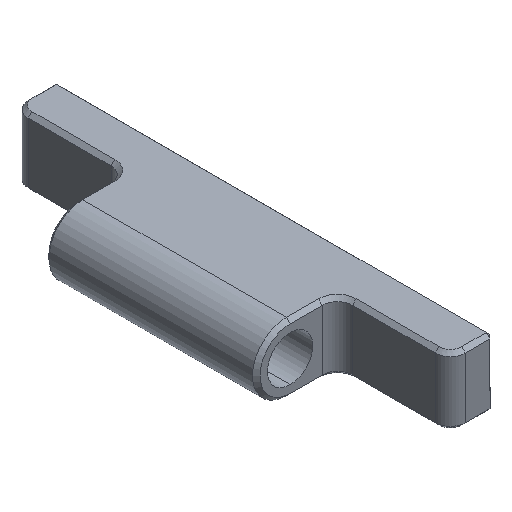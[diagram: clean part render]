
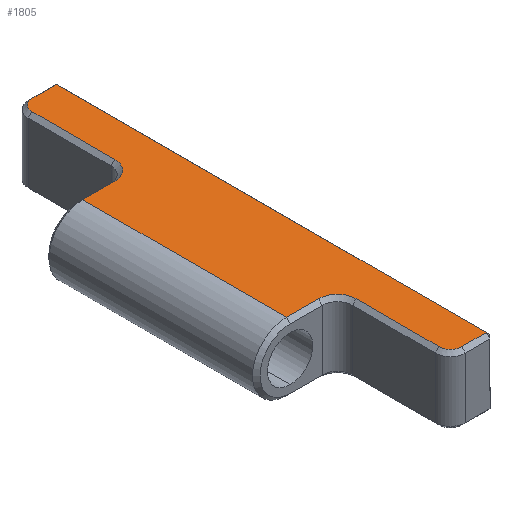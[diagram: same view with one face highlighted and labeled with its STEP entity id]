
A CAD part, isometric view. The second image highlights one B-rep face of the part: STEP entity #1805.
In plain terms, the highlighted planar face has unit normal (0, 0, 1).
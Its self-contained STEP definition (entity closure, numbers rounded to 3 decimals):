
#20 = VECTOR ( 'NONE', #759, 1000. ) ;
#77 = LINE ( 'NONE', #363, #747 ) ;
#96 = DIRECTION ( 'NONE',  ( 1., 0., 0. ) ) ;
#100 = CARTESIAN_POINT ( 'NONE',  ( -6., 13.5, 4.5 ) ) ;
#111 = EDGE_CURVE ( 'NONE', #1334, #941, #425, .T. ) ;
#115 = CIRCLE ( 'NONE', #1563, 1.5 ) ;
#123 = ORIENTED_EDGE ( 'NONE', *, *, #925, .T. ) ;
#174 = ORIENTED_EDGE ( 'NONE', *, *, #469, .T. ) ;
#177 = CARTESIAN_POINT ( 'NONE',  ( -6., 29., 4.5 ) ) ;
#179 = ORIENTED_EDGE ( 'NONE', *, *, #1482, .T. ) ;
#193 = ORIENTED_EDGE ( 'NONE', *, *, #1120, .T. ) ;
#215 = CARTESIAN_POINT ( 'NONE',  ( -1.75, -16., 4.5 ) ) ;
#216 = CARTESIAN_POINT ( 'NONE',  ( 0.75, -16., 4.5 ) ) ;
#263 = AXIS2_PLACEMENT_3D ( 'NONE', #1508, #550, #1122 ) ;
#295 = AXIS2_PLACEMENT_3D ( 'NONE', #1373, #698, #956 ) ;
#304 = ORIENTED_EDGE ( 'NONE', *, *, #1061, .T. ) ;
#306 = ORIENTED_EDGE ( 'NONE', *, *, #756, .T. ) ;
#341 = CARTESIAN_POINT ( 'NONE',  ( 2.25, 28.5, 4.5 ) ) ;
#359 = VERTEX_POINT ( 'NONE', #341 ) ;
#363 = CARTESIAN_POINT ( 'NONE',  ( 0.75, 29., 4.5 ) ) ;
#391 = VERTEX_POINT ( 'NONE', #1347 ) ;
#417 = PLANE ( 'NONE',  #800 ) ;
#425 = LINE ( 'NONE', #1007, #948 ) ;
#469 = EDGE_CURVE ( 'NONE', #976, #1334, #532, .T. ) ;
#493 = CARTESIAN_POINT ( 'NONE',  ( 0.75, -27., 4.5 ) ) ;
#504 = CARTESIAN_POINT ( 'NONE',  ( 2.25, -27., 4.5 ) ) ;
#511 = EDGE_CURVE ( 'NONE', #359, #829, #1676, .T. ) ;
#516 = LINE ( 'NONE', #1338, #1088 ) ;
#532 = LINE ( 'NONE', #1398, #1592 ) ;
#550 = DIRECTION ( 'NONE',  ( 0., 0., -1. ) ) ;
#678 = CARTESIAN_POINT ( 'NONE',  ( -6., -28.5, 4.5 ) ) ;
#683 = VECTOR ( 'NONE', #1772, 1000. ) ;
#687 = DIRECTION ( 'NONE',  ( 0., -1., 0. ) ) ;
#698 = DIRECTION ( 'NONE',  ( 0., 0., 1. ) ) ;
#724 = VERTEX_POINT ( 'NONE', #1498 ) ;
#746 = DIRECTION ( 'NONE',  ( -1., 0., 0. ) ) ;
#747 = VECTOR ( 'NONE', #765, 1000. ) ;
#755 = EDGE_CURVE ( 'NONE', #941, #1079, #1502, .T. ) ;
#756 = EDGE_CURVE ( 'NONE', #724, #785, #115, .T. ) ;
#759 = DIRECTION ( 'NONE',  ( 0., -1., 0. ) ) ;
#765 = DIRECTION ( 'NONE',  ( 0., -1., 0. ) ) ;
#766 = DIRECTION ( 'NONE',  ( 0., 0., 1. ) ) ;
#776 = DIRECTION ( 'NONE',  ( -1., 0., 0. ) ) ;
#785 = VERTEX_POINT ( 'NONE', #787 ) ;
#787 = CARTESIAN_POINT ( 'NONE',  ( 2.25, -28.5, 4.5 ) ) ;
#788 = CARTESIAN_POINT ( 'NONE',  ( 0.75, 16., 4.5 ) ) ;
#797 = CARTESIAN_POINT ( 'NONE',  ( 5.5, 28.5, 4.5 ) ) ;
#800 = AXIS2_PLACEMENT_3D ( 'NONE', #177, #885, #746 ) ;
#811 = CARTESIAN_POINT ( 'NONE',  ( 5.5, -28.5, 4.5 ) ) ;
#829 = VERTEX_POINT ( 'NONE', #1206 ) ;
#832 = ORIENTED_EDGE ( 'NONE', *, *, #1503, .T. ) ;
#852 = DIRECTION ( 'NONE',  ( 1., 0., 0. ) ) ;
#885 = DIRECTION ( 'NONE',  ( 0., 0., -1. ) ) ;
#892 = EDGE_LOOP ( 'NONE', ( #123, #832, #174, #1600, #1598, #304, #306, #193, #1399, #179, #1087, #1041 ) ) ;
#899 = VECTOR ( 'NONE', #776, 1000. ) ;
#903 = LINE ( 'NONE', #493, #20 ) ;
#911 = DIRECTION ( 'NONE',  ( 0., 1., 0. ) ) ;
#925 = EDGE_CURVE ( 'NONE', #1019, #391, #1305, .T. ) ;
#933 = LINE ( 'NONE', #100, #683 ) ;
#934 = DIRECTION ( 'NONE',  ( -1., 0., 0. ) ) ;
#941 = VERTEX_POINT ( 'NONE', #1680 ) ;
#948 = VECTOR ( 'NONE', #852, 1000. ) ;
#950 = AXIS2_PLACEMENT_3D ( 'NONE', #215, #1049, #934 ) ;
#956 = DIRECTION ( 'NONE',  ( -1., 0., 0. ) ) ;
#976 = VERTEX_POINT ( 'NONE', #1076 ) ;
#984 = EDGE_CURVE ( 'NONE', #1137, #1518, #516, .T. ) ;
#1007 = CARTESIAN_POINT ( 'NONE',  ( -1.75, -13.5, 4.5 ) ) ;
#1019 = VERTEX_POINT ( 'NONE', #788 ) ;
#1041 = ORIENTED_EDGE ( 'NONE', *, *, #1495, .T. ) ;
#1049 = DIRECTION ( 'NONE',  ( 0., 0., -1. ) ) ;
#1061 = EDGE_CURVE ( 'NONE', #1079, #724, #903, .T. ) ;
#1076 = CARTESIAN_POINT ( 'NONE',  ( -6., 13.5, 4.5 ) ) ;
#1079 = VERTEX_POINT ( 'NONE', #216 ) ;
#1087 = ORIENTED_EDGE ( 'NONE', *, *, #511, .T. ) ;
#1088 = VECTOR ( 'NONE', #911, 1000. ) ;
#1119 = VECTOR ( 'NONE', #96, 1000. ) ;
#1120 = EDGE_CURVE ( 'NONE', #785, #1137, #1234, .T. ) ;
#1122 = DIRECTION ( 'NONE',  ( -1., 0., 0. ) ) ;
#1137 = VERTEX_POINT ( 'NONE', #811 ) ;
#1173 = CARTESIAN_POINT ( 'NONE',  ( -6., -13.5, 4.5 ) ) ;
#1206 = CARTESIAN_POINT ( 'NONE',  ( 0.75, 27., 4.5 ) ) ;
#1234 = LINE ( 'NONE', #678, #1119 ) ;
#1305 = CIRCLE ( 'NONE', #263, 2.5 ) ;
#1329 = DIRECTION ( 'NONE',  ( -1., 0., 0. ) ) ;
#1334 = VERTEX_POINT ( 'NONE', #1173 ) ;
#1338 = CARTESIAN_POINT ( 'NONE',  ( 5.5, 29., 4.5 ) ) ;
#1347 = CARTESIAN_POINT ( 'NONE',  ( -1.75, 13.5, 4.5 ) ) ;
#1373 = CARTESIAN_POINT ( 'NONE',  ( 2.25, 27., 4.5 ) ) ;
#1398 = CARTESIAN_POINT ( 'NONE',  ( -6., 29., 4.5 ) ) ;
#1399 = ORIENTED_EDGE ( 'NONE', *, *, #984, .T. ) ;
#1482 = EDGE_CURVE ( 'NONE', #1518, #359, #1593, .T. ) ;
#1495 = EDGE_CURVE ( 'NONE', #829, #1019, #77, .T. ) ;
#1498 = CARTESIAN_POINT ( 'NONE',  ( 0.75, -27., 4.5 ) ) ;
#1502 = CIRCLE ( 'NONE', #950, 2.5 ) ;
#1503 = EDGE_CURVE ( 'NONE', #391, #976, #933, .T. ) ;
#1508 = CARTESIAN_POINT ( 'NONE',  ( -1.75, 16., 4.5 ) ) ;
#1518 = VERTEX_POINT ( 'NONE', #797 ) ;
#1563 = AXIS2_PLACEMENT_3D ( 'NONE', #504, #766, #1329 ) ;
#1592 = VECTOR ( 'NONE', #687, 1000. ) ;
#1593 = LINE ( 'NONE', #1761, #899 ) ;
#1598 = ORIENTED_EDGE ( 'NONE', *, *, #755, .T. ) ;
#1600 = ORIENTED_EDGE ( 'NONE', *, *, #111, .T. ) ;
#1676 = CIRCLE ( 'NONE', #295, 1.5 ) ;
#1680 = CARTESIAN_POINT ( 'NONE',  ( -1.75, -13.5, 4.5 ) ) ;
#1761 = CARTESIAN_POINT ( 'NONE',  ( 2.25, 28.5, 4.5 ) ) ;
#1772 = DIRECTION ( 'NONE',  ( -1., 0., 0. ) ) ;
#1805 = ADVANCED_FACE ( 'NONE', ( #1816 ), #417, .F. ) ;
#1816 = FACE_OUTER_BOUND ( 'NONE', #892, .T. ) ;
